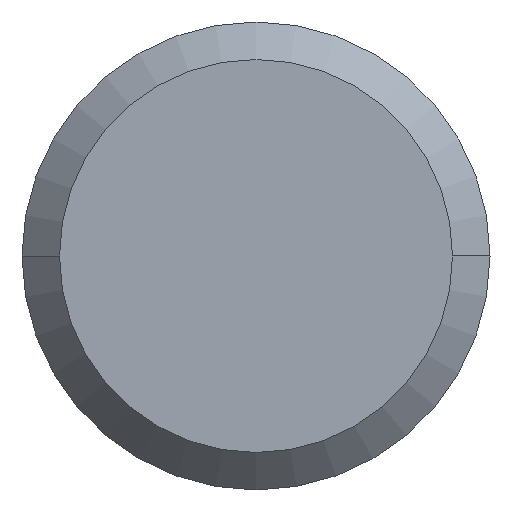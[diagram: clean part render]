
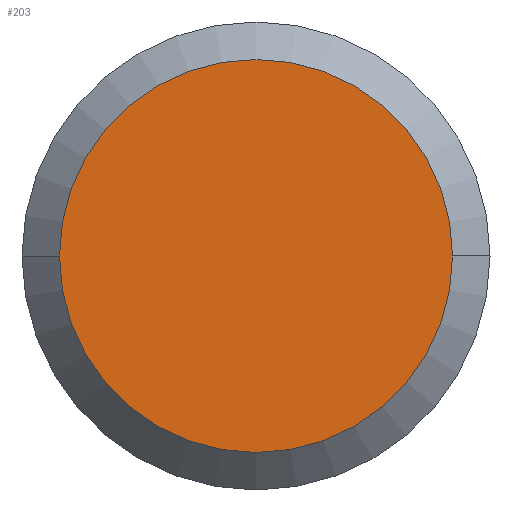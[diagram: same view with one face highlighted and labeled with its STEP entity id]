
A CAD part, left-side view. The second image highlights one B-rep face of the part: STEP entity #203.
In plain terms, the highlighted planar face has unit normal (-1, 0, 0).
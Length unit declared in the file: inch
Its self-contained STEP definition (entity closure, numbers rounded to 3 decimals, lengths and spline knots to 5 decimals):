
#58 = DIRECTION ( 'NONE',  ( 1., 0., 0. ) ) ;
#68 = AXIS2_PLACEMENT_3D ( 'NONE', #702, #58, #135 ) ;
#99 = AXIS2_PLACEMENT_3D ( 'NONE', #941, #468, #930 ) ;
#124 = CARTESIAN_POINT ( 'NONE',  ( 0., -0.10485, 0. ) ) ;
#132 = ORIENTED_EDGE ( 'NONE', *, *, #723, .T. ) ;
#135 = DIRECTION ( 'NONE',  ( 0., 1., 0. ) ) ;
#203 = ADVANCED_FACE ( 'NONE', ( #625 ), #268, .F. ) ;
#211 = DIRECTION ( 'NONE',  ( 0., -1., 0. ) ) ;
#213 = DIRECTION ( 'NONE',  ( -1., 0., 0. ) ) ;
#219 = CARTESIAN_POINT ( 'NONE',  ( 0., 0., 0. ) ) ;
#268 = PLANE ( 'NONE',  #68 ) ;
#410 = CARTESIAN_POINT ( 'NONE',  ( 0., 0.10485, 0. ) ) ;
#425 = VERTEX_POINT ( 'NONE', #410 ) ;
#468 = DIRECTION ( 'NONE',  ( -1., 0., 0. ) ) ;
#479 = CIRCLE ( 'NONE', #99, 0.10485 ) ;
#515 = EDGE_CURVE ( 'NONE', #601, #425, #949, .T. ) ;
#601 = VERTEX_POINT ( 'NONE', #124 ) ;
#625 = FACE_OUTER_BOUND ( 'NONE', #631, .T. ) ;
#631 = EDGE_LOOP ( 'NONE', ( #132, #1028 ) ) ;
#702 = CARTESIAN_POINT ( 'NONE',  ( 0., 0.10485, 0. ) ) ;
#719 = AXIS2_PLACEMENT_3D ( 'NONE', #219, #213, #211 ) ;
#723 = EDGE_CURVE ( 'NONE', #425, #601, #479, .T. ) ;
#930 = DIRECTION ( 'NONE',  ( 0., -1., 0. ) ) ;
#941 = CARTESIAN_POINT ( 'NONE',  ( 0., 0., 0. ) ) ;
#949 = CIRCLE ( 'NONE', #719, 0.10485 ) ;
#1028 = ORIENTED_EDGE ( 'NONE', *, *, #515, .T. ) ;
